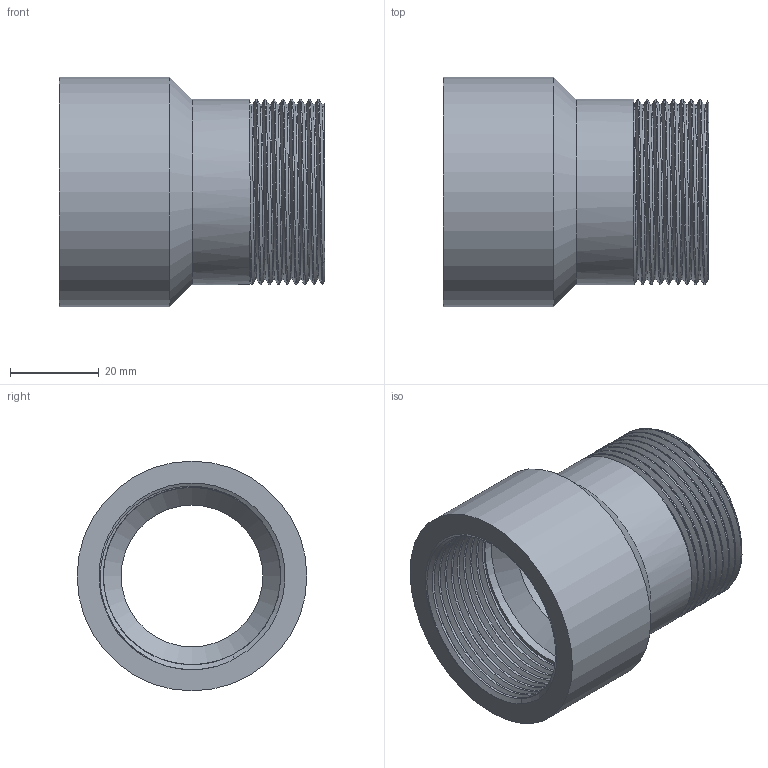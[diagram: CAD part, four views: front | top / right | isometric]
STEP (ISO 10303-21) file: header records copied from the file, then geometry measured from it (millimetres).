
FILE_DESCRIPTION(/* description */ (''),/* implementation_level */ '2;1');
FILE_NAME(/* name */ 'Muffe v2.step',/* time_stamp */ '2022-02-13T12:55:40+01:00',/* author */ (''),/* organization */ (''),/* preprocessor_version */ 'ST-DEVELOPER v18.1',/* originating_system */ 'Autodesk Translation Framework v10.13.0.1454',/* authorisation */ '');
FILE_SCHEMA (('AUTOMOTIVE_DESIGN { 1 0 10303 214 3 1 1 }'));
Length unit declared in the file: millimetre
Products named in the file (1): Muffe
Bounding box: 60 x 51.82 x 51.82 mm (x, y, z)
Volume: 41973.7 mm3; surface area: 20075.4 mm2
Topology: 1 solids, 1 shells, 53 faces, 151 edges, 100 vertices
Faces by surface type: cylinder 41, cone 4, bspline 4, plane 4
Full cylindrical faces by diameter (mm): 32 x1, 39.529 x8, 40.023 x9, 41.822 x8, 42.257 x8, 51.822 x1
Entity records: 6495 total; most frequent: CARTESIAN_POINT 5246, ORIENTED_EDGE 302, DIRECTION 181, EDGE_CURVE 151, VERTEX_POINT 100, B_SPLINE_CURVE_WITH_KNOTS 90, AXIS2_PLACEMENT_3D 70, EDGE_LOOP 55
